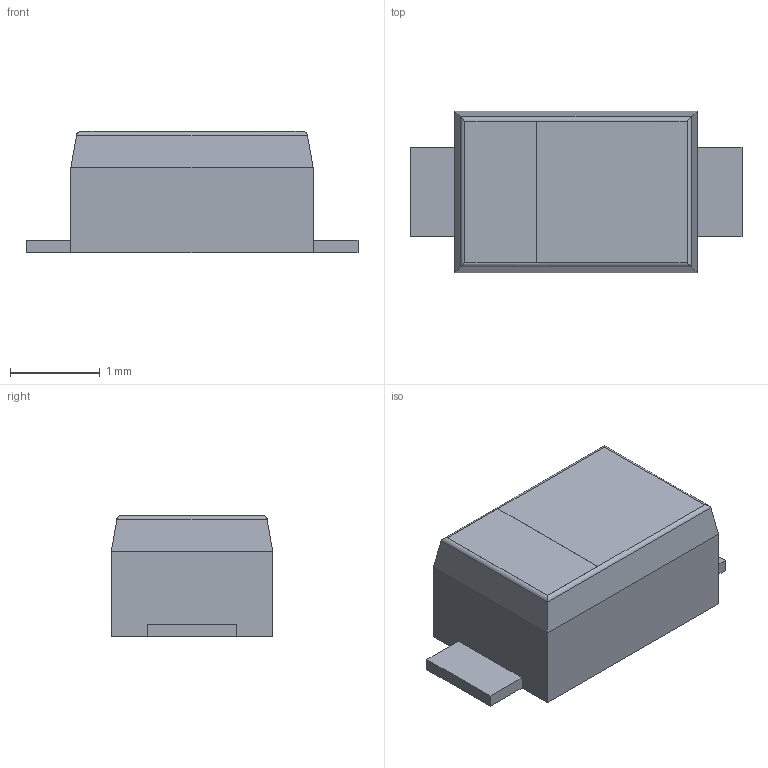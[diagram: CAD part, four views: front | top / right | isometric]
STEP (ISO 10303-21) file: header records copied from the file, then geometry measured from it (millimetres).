
FILE_DESCRIPTION (( 'STEP AP214' ), '1' );
FILE_NAME ('SODFL370X180X135L60_50X100.STEP', '2023-11-25T05:07:22', ( '' ), ( '' ), 'SwSTEP 2.0', 'SolidWorks 2023', '' );
FILE_SCHEMA (( 'AUTOMOTIVE_DESIGN' ));
Length unit declared in the file: millimetre
Products named in the file (1): SODFL370X180X135L60_50X100
Bounding box: 3.7 x 1.8 x 1.35 mm (x, y, z)
Volume: 6.6 mm3; surface area: 23.9 mm2
Topology: 3 solids, 3 shells, 31 faces, 63 edges, 38 vertices
Faces by surface type: plane 27, cylinder 4
Entity records: 1201 total; most frequent: CARTESIAN_POINT 199, ORIENTED_EDGE 126, DIRECTION 113, EDGE_CURVE 63, VECTOR 49, LINE 49, VERTEX_POINT 38, UNCERTAINTY_MEASURE_WITH_UNIT 35
